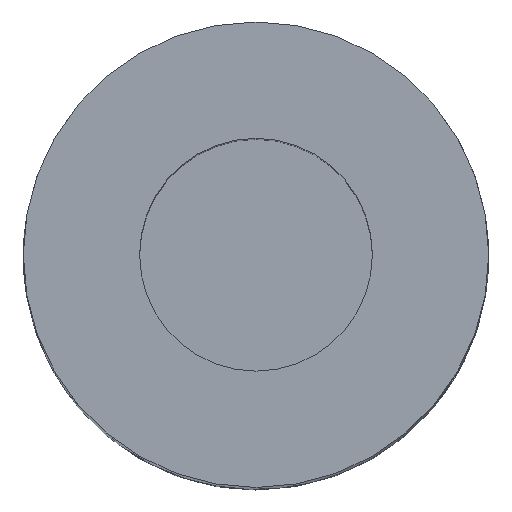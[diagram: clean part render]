
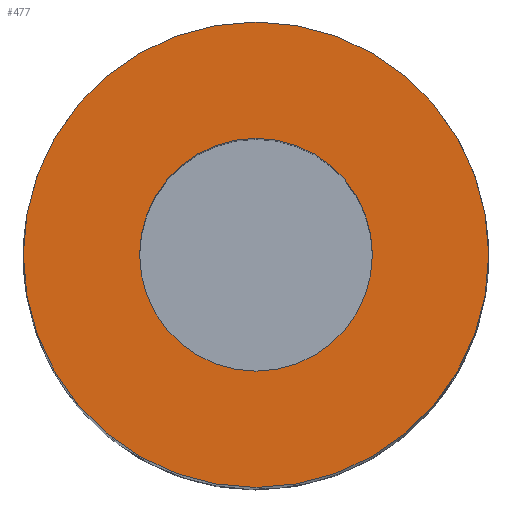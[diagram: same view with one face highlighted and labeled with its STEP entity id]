
A CAD part, top view. The second image highlights one B-rep face of the part: STEP entity #477.
In plain terms, the highlighted planar face has unit normal (0, 0, 1).
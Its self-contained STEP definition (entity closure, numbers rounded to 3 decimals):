
#1 = FACE_BOUND ( 'NONE', #204, .T. ) ;
#20 = AXIS2_PLACEMENT_3D ( 'NONE', #252, #368, #675 ) ;
#39 = CARTESIAN_POINT ( 'NONE',  ( -4., 0., 50. ) ) ;
#59 = EDGE_CURVE ( 'NONE', #590, #539, #307, .T. ) ;
#62 = EDGE_LOOP ( 'NONE', ( #640, #151 ) ) ;
#78 = AXIS2_PLACEMENT_3D ( 'NONE', #544, #102, #624 ) ;
#99 = DIRECTION ( 'NONE',  ( 1., 0., 0. ) ) ;
#102 = DIRECTION ( 'NONE',  ( 0., 0., 1. ) ) ;
#151 = ORIENTED_EDGE ( 'NONE', *, *, #59, .T. ) ;
#170 = EDGE_CURVE ( 'NONE', #468, #564, #363, .T. ) ;
#204 = EDGE_LOOP ( 'NONE', ( #663, #365 ) ) ;
#230 = CIRCLE ( 'NONE', #674, 8. ) ;
#252 = CARTESIAN_POINT ( 'NONE',  ( 0., 0., 50. ) ) ;
#257 = FACE_OUTER_BOUND ( 'NONE', #62, .T. ) ;
#260 = EDGE_CURVE ( 'NONE', #539, #590, #230, .T. ) ;
#288 = DIRECTION ( 'NONE',  ( 0., 0., 1. ) ) ;
#294 = CARTESIAN_POINT ( 'NONE',  ( 0., 0., 50. ) ) ;
#307 = CIRCLE ( 'NONE', #78, 8. ) ;
#363 = CIRCLE ( 'NONE', #639, 4. ) ;
#365 = ORIENTED_EDGE ( 'NONE', *, *, #170, .F. ) ;
#368 = DIRECTION ( 'NONE',  ( 0., 0., 1. ) ) ;
#435 = PLANE ( 'NONE',  #474 ) ;
#449 = DIRECTION ( 'NONE',  ( 1., 0., 0. ) ) ;
#464 = CIRCLE ( 'NONE', #20, 4. ) ;
#468 = VERTEX_POINT ( 'NONE', #39 ) ;
#474 = AXIS2_PLACEMENT_3D ( 'NONE', #538, #288, #646 ) ;
#477 = ADVANCED_FACE ( 'NONE', ( #1, #257 ), #435, .T. ) ;
#494 = DIRECTION ( 'NONE',  ( 0., 0., 1. ) ) ;
#538 = CARTESIAN_POINT ( 'NONE',  ( 0., 0., 50. ) ) ;
#539 = VERTEX_POINT ( 'NONE', #554 ) ;
#540 = CARTESIAN_POINT ( 'NONE',  ( 0., 0., 50. ) ) ;
#544 = CARTESIAN_POINT ( 'NONE',  ( 0., 0., 50. ) ) ;
#549 = CARTESIAN_POINT ( 'NONE',  ( 4., 0., 50. ) ) ;
#554 = CARTESIAN_POINT ( 'NONE',  ( -8., 0., 50. ) ) ;
#564 = VERTEX_POINT ( 'NONE', #549 ) ;
#590 = VERTEX_POINT ( 'NONE', #626 ) ;
#624 = DIRECTION ( 'NONE',  ( 1., 0., 0. ) ) ;
#626 = CARTESIAN_POINT ( 'NONE',  ( 8., 0., 50. ) ) ;
#639 = AXIS2_PLACEMENT_3D ( 'NONE', #294, #494, #449 ) ;
#640 = ORIENTED_EDGE ( 'NONE', *, *, #260, .T. ) ;
#646 = DIRECTION ( 'NONE',  ( 1., 0., 0. ) ) ;
#650 = EDGE_CURVE ( 'NONE', #564, #468, #464, .T. ) ;
#663 = ORIENTED_EDGE ( 'NONE', *, *, #650, .F. ) ;
#674 = AXIS2_PLACEMENT_3D ( 'NONE', #540, #692, #99 ) ;
#675 = DIRECTION ( 'NONE',  ( 1., 0., 0. ) ) ;
#692 = DIRECTION ( 'NONE',  ( 0., 0., 1. ) ) ;
